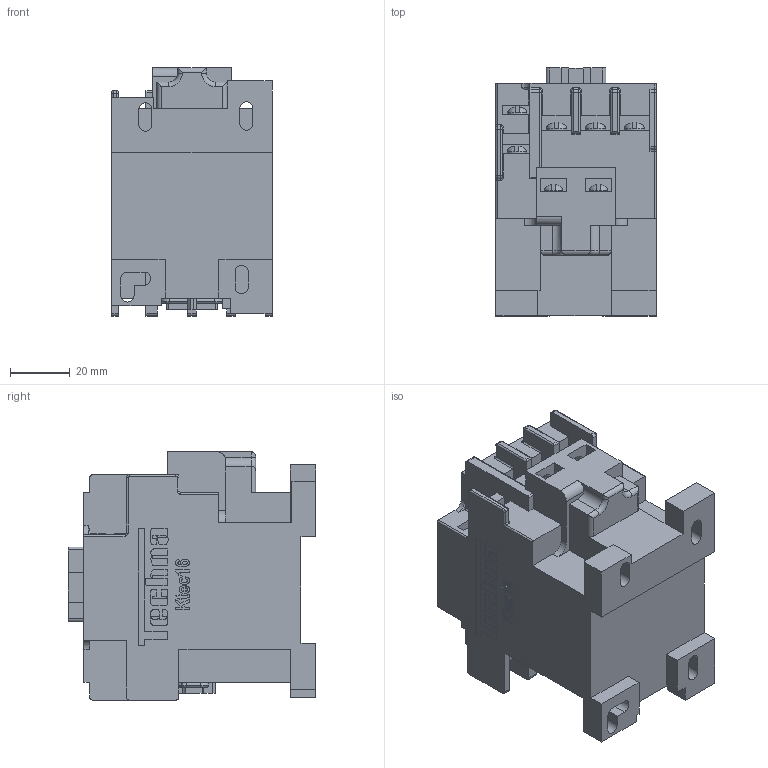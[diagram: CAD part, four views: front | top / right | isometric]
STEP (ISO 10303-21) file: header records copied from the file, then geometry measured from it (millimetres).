
FILE_DESCRIPTION (( 'STEP AP214' ), '1' );
FILE_NAME ('Ktec16-W.STEP', '2020-05-27T10:53:39', ( '' ), ( '' ), 'SwSTEP 2.0', 'SolidWorks 2020', '' );
FILE_SCHEMA (( 'AUTOMOTIVE_DESIGN' ));
Length unit declared in the file: millimetre
Products named in the file (1): Ktec16-W
Bounding box: 53.5 x 82.7 x 82.85 mm (x, y, z)
Volume: 233683.2 mm3; surface area: 39733 mm2
Topology: 2 solids, 2 shells, 1175 faces, 3155 edges, 2045 vertices
Faces by surface type: plane 663, cylinder 338, bspline 138, torus 36
Entity records: 49546 total; most frequent: CARTESIAN_POINT 13392, ORIENTED_EDGE 6310, DIRECTION 5737, EDGE_CURVE 3155, VECTOR 2073, LINE 2073, VERTEX_POINT 2045, AXIS2_PLACEMENT_3D 1832
